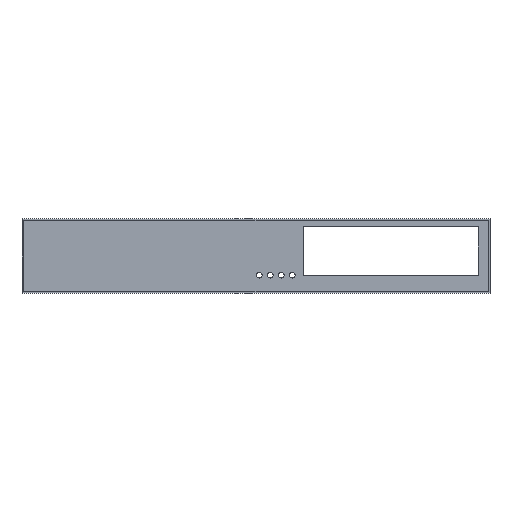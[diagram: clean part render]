
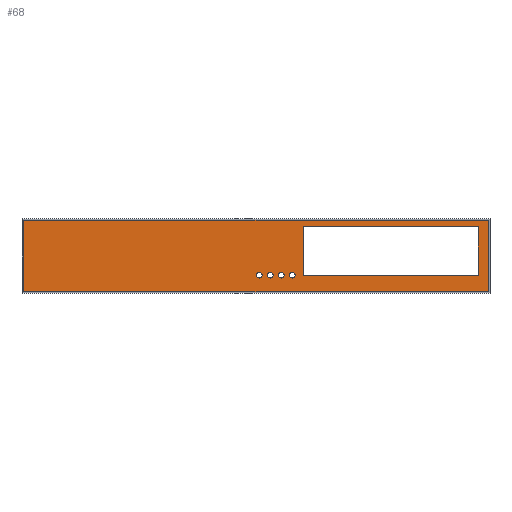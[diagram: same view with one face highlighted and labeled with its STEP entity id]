
A CAD part, top view. The second image highlights one B-rep face of the part: STEP entity #68.
In plain terms, the highlighted planar face has unit normal (0, 0, 1).
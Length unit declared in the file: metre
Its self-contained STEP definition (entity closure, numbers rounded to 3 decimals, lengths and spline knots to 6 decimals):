
#68=ADVANCED_FACE('4:109',(#106,#107,#108,#109,#110,#111),#112,.T.);
#106=FACE_BOUND('',#167,.T.);
#107=FACE_BOUND('',#168,.T.);
#108=FACE_BOUND('',#169,.T.);
#109=FACE_OUTER_BOUND('',#170,.T.);
#110=FACE_BOUND('',#171,.T.);
#111=FACE_BOUND('',#172,.T.);
#112=PLANE('',#173);
#167=EDGE_LOOP('',(#268,#269));
#168=EDGE_LOOP('',(#270,#271));
#169=EDGE_LOOP('',(#272,#273,#274,#275));
#170=EDGE_LOOP('',(#276,#277,#278,#279));
#171=EDGE_LOOP('',(#280,#281,#282));
#172=EDGE_LOOP('',(#283,#284));
#173=AXIS2_PLACEMENT_3D('',#285,#286,#287);
#268=ORIENTED_EDGE('',*,*,#444,.F.);
#269=ORIENTED_EDGE('',*,*,#424,.F.);
#270=ORIENTED_EDGE('',*,*,#445,.F.);
#271=ORIENTED_EDGE('',*,*,#416,.F.);
#272=ORIENTED_EDGE('',*,*,#446,.F.);
#273=ORIENTED_EDGE('',*,*,#447,.F.);
#274=ORIENTED_EDGE('',*,*,#448,.F.);
#275=ORIENTED_EDGE('',*,*,#449,.F.);
#276=ORIENTED_EDGE('',*,*,#450,.T.);
#277=ORIENTED_EDGE('',*,*,#451,.F.);
#278=ORIENTED_EDGE('',*,*,#452,.F.);
#279=ORIENTED_EDGE('',*,*,#453,.T.);
#280=ORIENTED_EDGE('',*,*,#430,.F.);
#281=ORIENTED_EDGE('',*,*,#429,.F.);
#282=ORIENTED_EDGE('',*,*,#428,.F.);
#283=ORIENTED_EDGE('',*,*,#454,.F.);
#284=ORIENTED_EDGE('',*,*,#420,.F.);
#285=CARTESIAN_POINT('',(0.0,0.0,0.004));
#286=DIRECTION('',(0.0,0.0,1.0));
#287=DIRECTION('',(1.0,0.0,0.0));
#416=EDGE_CURVE('5:2403',#485,#481,#487,.T.);
#420=EDGE_CURVE('5:3022',#493,#489,#495,.T.);
#424=EDGE_CURVE('5:3710',#501,#497,#503,.T.);
#428=EDGE_CURVE('5:1559',#509,#505,#511,.T.);
#429=EDGE_CURVE('5:1559',#505,#512,#513,.T.);
#430=EDGE_CURVE('5:1559',#512,#509,#514,.T.);
#444=EDGE_CURVE('5:3710',#497,#501,#537,.T.);
#445=EDGE_CURVE('5:2403',#481,#485,#538,.T.);
#446=EDGE_CURVE('4:124',#539,#540,#541,.T.);
#447=EDGE_CURVE('4:121',#542,#539,#543,.T.);
#448=EDGE_CURVE('4:118',#544,#542,#545,.T.);
#449=EDGE_CURVE('4:115',#540,#544,#546,.T.);
#450=EDGE_CURVE('2:7585',#547,#548,#549,.T.);
#451=EDGE_CURVE('2:3893',#550,#548,#551,.T.);
#452=EDGE_CURVE('2:2772',#552,#550,#553,.T.);
#453=EDGE_CURVE('2:3883',#552,#547,#554,.T.);
#454=EDGE_CURVE('5:3022',#489,#493,#555,.T.);
#481=VERTEX_POINT('',#593);
#485=VERTEX_POINT('',#598);
#487=CIRCLE('',#601,0.0025);
#489=VERTEX_POINT('',#603);
#493=VERTEX_POINT('',#608);
#495=CIRCLE('',#611,0.0025);
#497=VERTEX_POINT('',#613);
#501=VERTEX_POINT('',#618);
#503=CIRCLE('',#621,0.0025);
#505=VERTEX_POINT('',#623);
#509=VERTEX_POINT('',#628);
#511=CIRCLE('',#631,0.0025);
#512=VERTEX_POINT('',#632);
#513=CIRCLE('',#633,0.0025);
#514=CIRCLE('',#634,0.0025);
#537=CIRCLE('',#665,0.0025);
#538=CIRCLE('',#666,0.0025);
#539=VERTEX_POINT('',#667);
#540=VERTEX_POINT('',#668);
#541=LINE('',#669,#670);
#542=VERTEX_POINT('',#671);
#543=LINE('',#672,#673);
#544=VERTEX_POINT('',#674);
#545=LINE('',#675,#676);
#546=LINE('',#677,#678);
#547=VERTEX_POINT('',#679);
#548=VERTEX_POINT('',#680);
#549=LINE('',#681,#682);
#550=VERTEX_POINT('',#683);
#551=LINE('',#684,#685);
#552=VERTEX_POINT('',#686);
#553=LINE('',#687,#688);
#554=LINE('',#689,#690);
#555=CIRCLE('',#691,0.0025);
#593=CARTESIAN_POINT('',(0.238,0.0165,0.004));
#598=CARTESIAN_POINT('',(0.233,0.0165,0.004));
#601=AXIS2_PLACEMENT_3D('',#757,#758,#759);
#603=CARTESIAN_POINT('',(0.228,0.0165,0.004));
#608=CARTESIAN_POINT('',(0.223,0.0165,0.004));
#611=AXIS2_PLACEMENT_3D('',#765,#766,#767);
#613=CARTESIAN_POINT('',(0.218,0.0165,0.004));
#618=CARTESIAN_POINT('',(0.213,0.0165,0.004));
#621=AXIS2_PLACEMENT_3D('',#773,#774,#775);
#623=CARTESIAN_POINT('',(0.248,0.0165,0.004));
#628=CARTESIAN_POINT('',(0.243,0.0165,0.004));
#631=AXIS2_PLACEMENT_3D('',#781,#782,#783);
#632=CARTESIAN_POINT('',(0.2475,0.018,0.004));
#633=AXIS2_PLACEMENT_3D('',#784,#785,#786);
#634=AXIS2_PLACEMENT_3D('',#787,#788,#789);
#665=AXIS2_PLACEMENT_3D('',#813,#814,#815);
#666=AXIS2_PLACEMENT_3D('',#816,#817,#818);
#667=CARTESIAN_POINT('',(0.4145,0.0165,0.004));
#668=CARTESIAN_POINT('',(0.4145,0.0605,0.004));
#669=CARTESIAN_POINT('',(0.4145,0.051,0.004));
#670=VECTOR('',#819,1.0);
#671=CARTESIAN_POINT('',(0.2555,0.0165,0.004));
#672=CARTESIAN_POINT('',(0.3925,0.0165,0.004));
#673=VECTOR('',#820,1.0);
#674=CARTESIAN_POINT('',(0.2555,0.0605,0.004));
#675=CARTESIAN_POINT('',(0.2555,0.01925,0.004));
#676=VECTOR('',#821,1.0);
#677=CARTESIAN_POINT('',(0.4145,0.0605,0.004));
#678=VECTOR('',#822,1.0);
#679=CARTESIAN_POINT('',(0.0015,0.0015,0.004));
#680=CARTESIAN_POINT('',(0.4235,0.0015,0.004));
#681=CARTESIAN_POINT('',(0.0105,0.0015,0.004));
#682=VECTOR('',#823,1.0);
#683=CARTESIAN_POINT('',(0.4235,0.0665,0.004));
#684=CARTESIAN_POINT('',(0.4235,0.083,0.004));
#685=VECTOR('',#824,1.0);
#686=CARTESIAN_POINT('',(0.0015,0.0665,0.004));
#687=CARTESIAN_POINT('',(0.10625,0.0665,0.004));
#688=VECTOR('',#825,1.0);
#689=CARTESIAN_POINT('',(0.0015,0.02075,0.004));
#690=VECTOR('',#826,1.0);
#691=AXIS2_PLACEMENT_3D('',#827,#828,#829);
#757=CARTESIAN_POINT('',(0.2355,0.0165,0.004));
#758=DIRECTION('',(0.0,0.0,1.0));
#759=DIRECTION('',(-1.0,0.0,-0.0));
#765=CARTESIAN_POINT('',(0.2255,0.0165,0.004));
#766=DIRECTION('',(0.0,0.0,1.0));
#767=DIRECTION('',(-1.0,0.0,-0.0));
#773=CARTESIAN_POINT('',(0.2155,0.0165,0.004));
#774=DIRECTION('',(0.0,0.0,1.0));
#775=DIRECTION('',(-1.0,0.0,-0.0));
#781=CARTESIAN_POINT('',(0.2455,0.0165,0.004));
#782=DIRECTION('',(0.0,0.0,1.0));
#783=DIRECTION('',(-1.0,0.0,-0.0));
#784=CARTESIAN_POINT('',(0.2455,0.0165,0.004));
#785=DIRECTION('',(0.0,0.0,1.0));
#786=DIRECTION('',(-1.0,0.0,-0.0));
#787=CARTESIAN_POINT('',(0.2455,0.0165,0.004));
#788=DIRECTION('',(0.0,0.0,1.0));
#789=DIRECTION('',(-1.0,0.0,-0.0));
#813=CARTESIAN_POINT('',(0.2155,0.0165,0.004));
#814=DIRECTION('',(0.0,0.0,1.0));
#815=DIRECTION('',(-1.0,0.0,-0.0));
#816=CARTESIAN_POINT('',(0.2355,0.0165,0.004));
#817=DIRECTION('',(0.0,0.0,1.0));
#818=DIRECTION('',(-1.0,0.0,-0.0));
#819=DIRECTION('',(0.0,1.0,0.0));
#820=DIRECTION('',(1.0,0.0,0.0));
#821=DIRECTION('',(0.0,-1.0,0.0));
#822=DIRECTION('',(-1.0,0.0,0.0));
#823=DIRECTION('',(1.0,0.0,0.0));
#824=DIRECTION('',(0.0,-1.0,0.0));
#825=DIRECTION('',(1.0,0.0,0.0));
#826=DIRECTION('',(0.0,-1.0,0.0));
#827=CARTESIAN_POINT('',(0.2255,0.0165,0.004));
#828=DIRECTION('',(0.0,0.0,1.0));
#829=DIRECTION('',(-1.0,0.0,-0.0));
